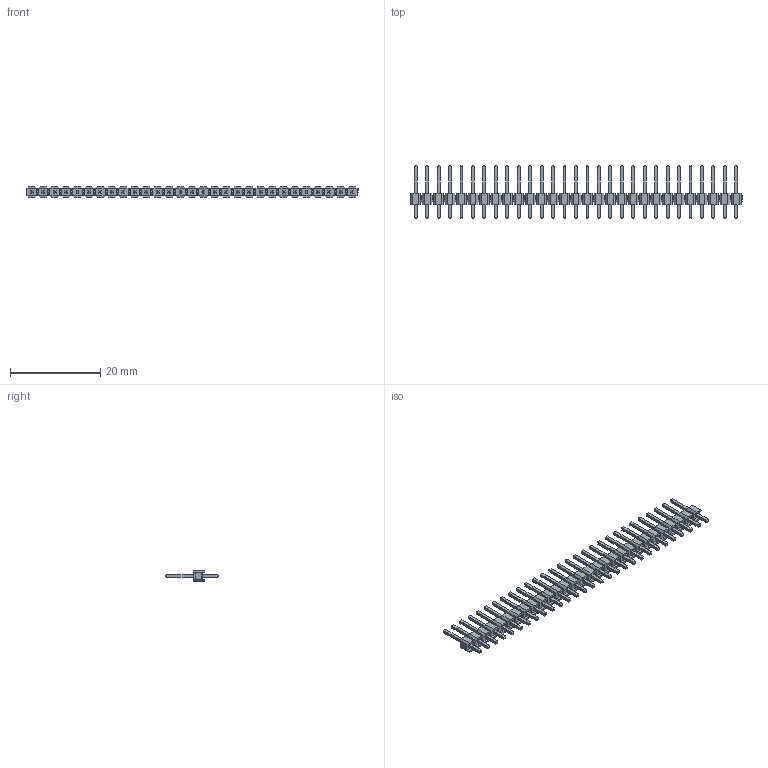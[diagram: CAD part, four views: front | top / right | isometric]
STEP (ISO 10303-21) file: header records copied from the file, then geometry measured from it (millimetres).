
FILE_DESCRIPTION (( 'STEP AP214' ), '1' );
FILE_NAME ('PLS-29.STEP', '2019-06-30T19:33:21', ( '' ), ( '' ), 'SwSTEP 2.0', 'SolidWorks 2018', '' );
FILE_SCHEMA (( 'AUTOMOTIVE_DESIGN' ));
Length unit declared in the file: millimetre
Products named in the file (1): PLS-29
Bounding box: 73.66 x 11.64 x 2.54 mm (x, y, z)
Volume: 446.5 mm3; surface area: 1678.4 mm2
Topology: 29 solids, 29 shells, 1218 faces, 2784 edges, 1740 vertices
Faces by surface type: plane 1218
Entity records: 46748 total; most frequent: CARTESIAN_POINT 5743, ORIENTED_EDGE 5568, DIRECTION 5222, EDGE_CURVE 2784, VECTOR 2784, LINE 2784, VERTEX_POINT 1740, EDGE_LOOP 1334
